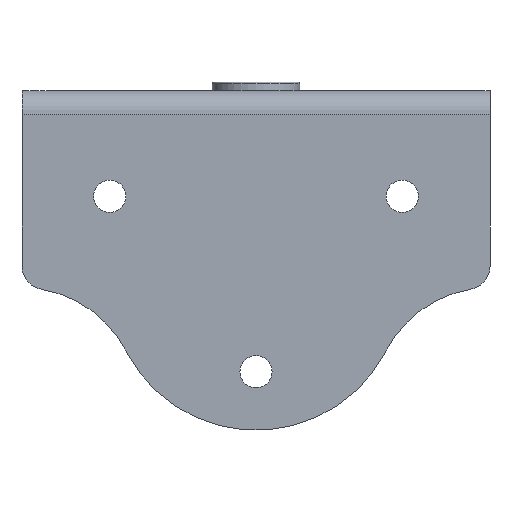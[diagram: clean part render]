
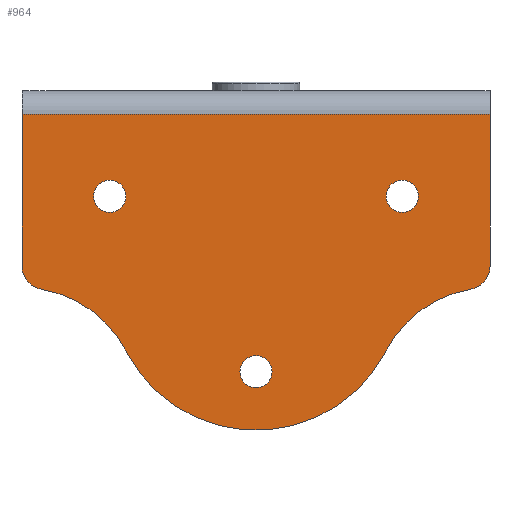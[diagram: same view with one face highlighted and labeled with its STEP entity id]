
A CAD part, front view. The second image highlights one B-rep face of the part: STEP entity #964.
In plain terms, the highlighted planar face has unit normal (0, -1, 0).
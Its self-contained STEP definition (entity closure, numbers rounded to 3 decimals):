
#34=FACE_BOUND('',#148,.T.);
#35=FACE_BOUND('',#149,.T.);
#36=FACE_BOUND('',#150,.T.);
#44=PLANE('',#1097);
#87=FACE_OUTER_BOUND('',#147,.T.);
#147=EDGE_LOOP('',(#695,#696,#697,#698,#699,#700,#701,#702));
#148=EDGE_LOOP('',(#703,#704));
#149=EDGE_LOOP('',(#705,#706));
#150=EDGE_LOOP('',(#707,#708));
#211=LINE('',#1553,#295);
#216=LINE('',#1569,#300);
#217=LINE('',#1570,#301);
#295=VECTOR('',#1232,10.);
#300=VECTOR('',#1251,10.);
#301=VECTOR('',#1252,10.);
#373=CIRCLE('',#1078,4.);
#375=CIRCLE('',#1081,20.);
#383=CIRCLE('',#1092,4.);
#384=CIRCLE('',#1094,20.);
#385=CIRCLE('',#1096,25.);
#386=CIRCLE('',#1098,2.75);
#387=CIRCLE('',#1099,2.75);
#388=CIRCLE('',#1100,2.75);
#389=CIRCLE('',#1101,2.75);
#390=CIRCLE('',#1102,2.75);
#391=CIRCLE('',#1103,2.75);
#430=VERTEX_POINT('',#1519);
#431=VERTEX_POINT('',#1520);
#434=VERTEX_POINT('',#1528);
#444=VERTEX_POINT('',#1552);
#445=VERTEX_POINT('',#1556);
#446=VERTEX_POINT('',#1557);
#447=VERTEX_POINT('',#1562);
#448=VERTEX_POINT('',#1568);
#449=VERTEX_POINT('',#1571);
#450=VERTEX_POINT('',#1572);
#451=VERTEX_POINT('',#1575);
#452=VERTEX_POINT('',#1576);
#453=VERTEX_POINT('',#1579);
#454=VERTEX_POINT('',#1580);
#519=EDGE_CURVE('',#430,#431,#373,.T.);
#523=EDGE_CURVE('',#431,#434,#375,.T.);
#535=EDGE_CURVE('',#430,#444,#211,.T.);
#537=EDGE_CURVE('',#445,#446,#383,.T.);
#540=EDGE_CURVE('',#447,#445,#384,.T.);
#542=EDGE_CURVE('',#434,#447,#385,.T.);
#543=EDGE_CURVE('',#448,#446,#216,.T.);
#544=EDGE_CURVE('',#448,#444,#217,.T.);
#545=EDGE_CURVE('',#449,#450,#386,.T.);
#546=EDGE_CURVE('',#450,#449,#387,.T.);
#547=EDGE_CURVE('',#451,#452,#388,.T.);
#548=EDGE_CURVE('',#452,#451,#389,.T.);
#549=EDGE_CURVE('',#453,#454,#390,.T.);
#550=EDGE_CURVE('',#454,#453,#391,.T.);
#695=ORIENTED_EDGE('',*,*,#542,.T.);
#696=ORIENTED_EDGE('',*,*,#540,.T.);
#697=ORIENTED_EDGE('',*,*,#537,.T.);
#698=ORIENTED_EDGE('',*,*,#543,.F.);
#699=ORIENTED_EDGE('',*,*,#544,.T.);
#700=ORIENTED_EDGE('',*,*,#535,.F.);
#701=ORIENTED_EDGE('',*,*,#519,.T.);
#702=ORIENTED_EDGE('',*,*,#523,.T.);
#703=ORIENTED_EDGE('',*,*,#545,.T.);
#704=ORIENTED_EDGE('',*,*,#546,.T.);
#705=ORIENTED_EDGE('',*,*,#547,.T.);
#706=ORIENTED_EDGE('',*,*,#548,.T.);
#707=ORIENTED_EDGE('',*,*,#549,.T.);
#708=ORIENTED_EDGE('',*,*,#550,.T.);
#964=ADVANCED_FACE('',(#87,#34,#35,#36),#44,.F.);
#1078=AXIS2_PLACEMENT_3D('',#1521,#1200,#1201);
#1081=AXIS2_PLACEMENT_3D('',#1529,#1208,#1209);
#1092=AXIS2_PLACEMENT_3D('',#1558,#1236,#1237);
#1094=AXIS2_PLACEMENT_3D('',#1563,#1242,#1243);
#1096=AXIS2_PLACEMENT_3D('',#1566,#1247,#1248);
#1097=AXIS2_PLACEMENT_3D('',#1567,#1249,#1250);
#1098=AXIS2_PLACEMENT_3D('',#1573,#1253,#1254);
#1099=AXIS2_PLACEMENT_3D('',#1574,#1255,#1256);
#1100=AXIS2_PLACEMENT_3D('',#1577,#1257,#1258);
#1101=AXIS2_PLACEMENT_3D('',#1578,#1259,#1260);
#1102=AXIS2_PLACEMENT_3D('',#1581,#1261,#1262);
#1103=AXIS2_PLACEMENT_3D('',#1582,#1263,#1264);
#1200=DIRECTION('center_axis',(0.,-1.,0.));
#1201=DIRECTION('ref_axis',(0.167,0.,0.986));
#1208=DIRECTION('center_axis',(0.,1.,0.));
#1209=DIRECTION('ref_axis',(0.167,0.,0.986));
#1232=DIRECTION('',(0.,0.,1.));
#1236=DIRECTION('center_axis',(0.,-1.,0.));
#1237=DIRECTION('ref_axis',(-0.167,0.,0.986));
#1242=DIRECTION('center_axis',(0.,1.,0.));
#1243=DIRECTION('ref_axis',(-0.167,0.,0.986));
#1247=DIRECTION('center_axis',(0.,-1.,0.));
#1248=DIRECTION('ref_axis',(0.,0.,1.));
#1249=DIRECTION('center_axis',(0.,1.,0.));
#1250=DIRECTION('ref_axis',(0.,0.,1.));
#1251=DIRECTION('',(0.,0.,-1.));
#1252=DIRECTION('',(-1.,0.,0.));
#1253=DIRECTION('center_axis',(0.,1.,0.));
#1254=DIRECTION('ref_axis',(1.,0.,0.));
#1255=DIRECTION('center_axis',(0.,1.,0.));
#1256=DIRECTION('ref_axis',(1.,0.,0.));
#1257=DIRECTION('center_axis',(0.,1.,0.));
#1258=DIRECTION('ref_axis',(1.,0.,0.));
#1259=DIRECTION('center_axis',(0.,1.,0.));
#1260=DIRECTION('ref_axis',(1.,0.,0.));
#1261=DIRECTION('center_axis',(0.,1.,0.));
#1262=DIRECTION('ref_axis',(1.,0.,0.));
#1263=DIRECTION('center_axis',(0.,1.,0.));
#1264=DIRECTION('ref_axis',(1.,0.,0.));
#1519=CARTESIAN_POINT('',(-40.,0.,-0.951));
#1520=CARTESIAN_POINT('',(-36.667,0.,-4.895));
#1521=CARTESIAN_POINT('Origin',(-36.,0.,-0.951));
#1528=CARTESIAN_POINT('',(-22.222,0.,-15.453));
#1529=CARTESIAN_POINT('Origin',(-40.,0.,-24.616));
#1552=CARTESIAN_POINT('',(-40.,0.,25.));
#1553=CARTESIAN_POINT('',(-40.,0.,-29.));
#1556=CARTESIAN_POINT('',(36.667,0.,-4.895));
#1557=CARTESIAN_POINT('',(40.,0.,-0.951));
#1558=CARTESIAN_POINT('Origin',(36.,0.,-0.951));
#1562=CARTESIAN_POINT('',(22.222,0.,-15.453));
#1563=CARTESIAN_POINT('Origin',(40.,0.,-24.616));
#1566=CARTESIAN_POINT('Origin',(0.,0.,-4.));
#1567=CARTESIAN_POINT('Origin',(0.,0.,0.));
#1568=CARTESIAN_POINT('',(40.,0.,25.));
#1569=CARTESIAN_POINT('',(40.,0.,29.));
#1570=CARTESIAN_POINT('',(-20.,0.,25.));
#1571=CARTESIAN_POINT('',(27.75,0.,11.));
#1572=CARTESIAN_POINT('',(22.25,0.,11.));
#1573=CARTESIAN_POINT('Origin',(25.,0.,11.));
#1574=CARTESIAN_POINT('Origin',(25.,0.,11.));
#1575=CARTESIAN_POINT('',(-22.25,0.,11.));
#1576=CARTESIAN_POINT('',(-27.75,0.,11.));
#1577=CARTESIAN_POINT('Origin',(-25.,0.,11.));
#1578=CARTESIAN_POINT('Origin',(-25.,0.,11.));
#1579=CARTESIAN_POINT('',(2.75,0.,-19.));
#1580=CARTESIAN_POINT('',(-2.75,0.,-19.));
#1581=CARTESIAN_POINT('Origin',(0.,0.,-19.));
#1582=CARTESIAN_POINT('Origin',(0.,0.,-19.));
